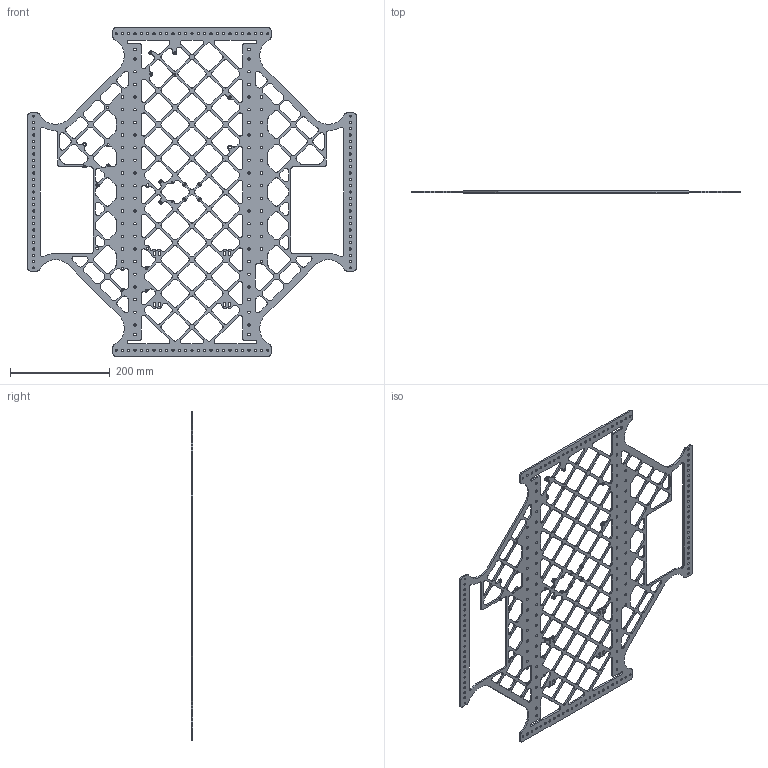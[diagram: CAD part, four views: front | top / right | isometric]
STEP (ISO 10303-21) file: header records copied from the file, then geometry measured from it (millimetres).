
FILE_DESCRIPTION (( 'STEP AP214' ), '1' );
FILE_NAME ('599-24-season-DT-P-0002.STEP', '2024-02-08T23:04:14', ( '' ), ( '' ), 'SwSTEP 2.0', 'SolidWorks 2023', '' );
FILE_SCHEMA (( 'AUTOMOTIVE_DESIGN' ));
Length unit declared in the file: inch
Products named in the file (1): 599-24-season-DT-P-0002
Bounding box: 660.4 x 3.43 x 660.4 mm (x, y, z)
Volume: 467878 mm3; surface area: 347808.5 mm2
Topology: 1 solids, 1 shells, 1588 faces, 4758 edges, 3172 vertices
Faces by surface type: cylinder 1126, plane 462
Entity records: 55901 total; most frequent: DIRECTION 10188, CARTESIAN_POINT 9519, ORIENTED_EDGE 9516, EDGE_CURVE 4758, AXIS2_PLACEMENT_3D 3841, VERTEX_POINT 3172, LINE 2506, VECTOR 2506
